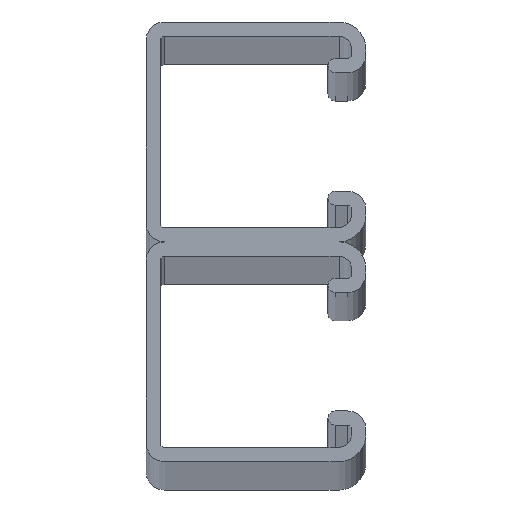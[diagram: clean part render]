
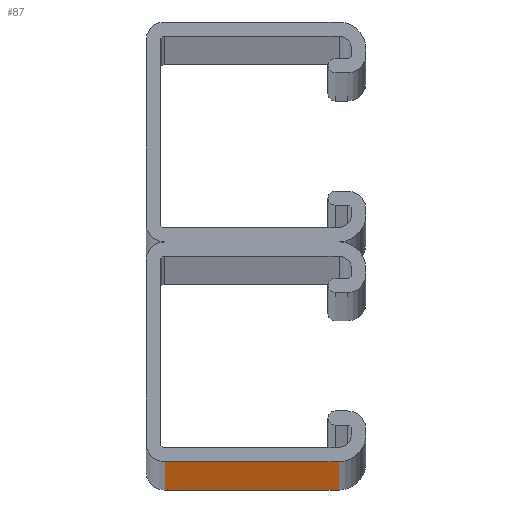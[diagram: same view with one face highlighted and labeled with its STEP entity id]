
A CAD part, top view. The second image highlights one B-rep face of the part: STEP entity #87.
In plain terms, the highlighted planar face has unit normal (0, -1, 0).
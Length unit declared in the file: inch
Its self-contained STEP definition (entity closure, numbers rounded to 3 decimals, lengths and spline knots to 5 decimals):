
#87=ADVANCED_FACE('',(#226),#227,.T.);
#226=FACE_OUTER_BOUND('',#414,.T.);
#227=PLANE('',#415);
#414=EDGE_LOOP('',(#601,#602,#603,#604));
#415=AXIS2_PLACEMENT_3D('',#605,#606,#607);
#601=ORIENTED_EDGE('',*,*,#1187,.T.);
#602=ORIENTED_EDGE('',*,*,#1188,.F.);
#603=ORIENTED_EDGE('',*,*,#1189,.T.);
#604=ORIENTED_EDGE('',*,*,#1190,.T.);
#605=CARTESIAN_POINT('',(-0.03125,-1.625,0.0));
#606=DIRECTION('',(0.,-1.0,0.0));
#607=DIRECTION('',(1.0,0.,0.0));
#1187=EDGE_CURVE('',#1426,#1427,#1428,.T.);
#1188=EDGE_CURVE('',#1429,#1427,#1430,.T.);
#1189=EDGE_CURVE('',#1429,#1431,#1432,.T.);
#1190=EDGE_CURVE('',#1431,#1426,#1433,.T.);
#1426=VERTEX_POINT('',#1781);
#1427=VERTEX_POINT('',#1782);
#1428=LINE('',#1783,#1784);
#1429=VERTEX_POINT('',#1785);
#1430=LINE('',#1786,#1787);
#1431=VERTEX_POINT('',#1788);
#1432=LINE('',#1789,#1790);
#1433=LINE('',#1791,#1792);
#1781=CARTESIAN_POINT('',(0.61375,-1.625,120.0));
#1782=CARTESIAN_POINT('',(-0.67625,-1.625,120.0));
#1783=CARTESIAN_POINT('',(-0.67625,-1.625,120.0));
#1784=VECTOR('',#2232,1.0);
#1785=CARTESIAN_POINT('',(-0.67625,-1.625,0.0));
#1786=CARTESIAN_POINT('',(-0.67625,-1.625,0.0));
#1787=VECTOR('',#2233,1.0);
#1788=CARTESIAN_POINT('',(0.61375,-1.625,0.0));
#1789=CARTESIAN_POINT('',(-0.67625,-1.625,0.0));
#1790=VECTOR('',#2234,1.0);
#1791=CARTESIAN_POINT('',(0.61375,-1.625,0.0));
#1792=VECTOR('',#2235,1.0);
#2232=DIRECTION('',(-1.0,0.,-0.0));
#2233=DIRECTION('',(0.0,0.0,1.0));
#2234=DIRECTION('',(1.0,0.,0.0));
#2235=DIRECTION('',(0.0,0.0,1.0));
